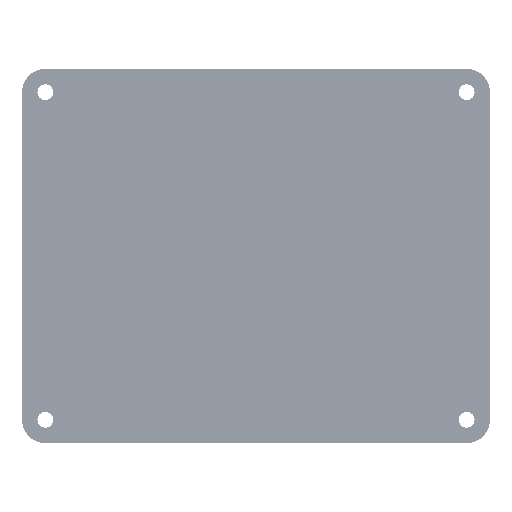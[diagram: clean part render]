
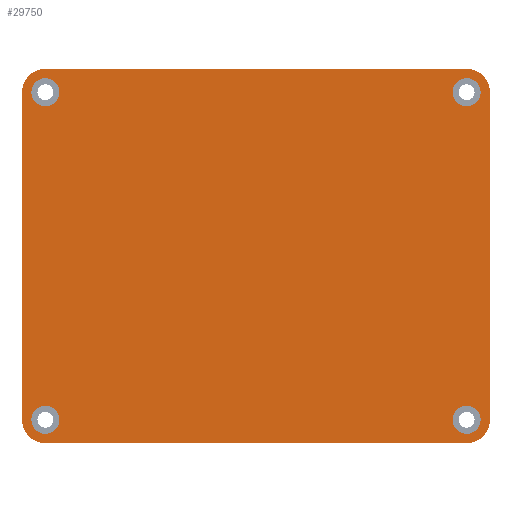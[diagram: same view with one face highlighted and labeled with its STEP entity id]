
A CAD part, front view. The second image highlights one B-rep face of the part: STEP entity #29750.
In plain terms, the highlighted planar face has unit normal (0, -1, 0).
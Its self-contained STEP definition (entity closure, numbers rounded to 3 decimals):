
#1235=FACE_BOUND('',#3952,.T.);
#1236=FACE_BOUND('',#3953,.T.);
#1237=FACE_BOUND('',#3954,.T.);
#1238=FACE_BOUND('',#3955,.T.);
#1479=PLANE('',#31776);
#2070=FACE_OUTER_BOUND('',#3951,.T.);
#3951=EDGE_LOOP('',(#19928,#19929,#19930,#19931,#19932,#19933,#19934,#19935));
#3952=EDGE_LOOP('',(#19936));
#3953=EDGE_LOOP('',(#19937));
#3954=EDGE_LOOP('',(#19938));
#3955=EDGE_LOOP('',(#19939));
#6042=LINE('',#45169,#8449);
#6060=LINE('',#45220,#8467);
#6062=LINE('',#45226,#8469);
#6064=LINE('',#45232,#8471);
#8449=VECTOR('',#35420,10.);
#8467=VECTOR('',#35460,10.);
#8469=VECTOR('',#35468,10.);
#8471=VECTOR('',#35476,10.);
#10853=CIRCLE('',#31737,5.);
#10861=CIRCLE('',#31748,5.);
#10862=CIRCLE('',#31751,5.);
#10863=CIRCLE('',#31754,5.);
#10865=CIRCLE('',#31764,3.);
#10867=CIRCLE('',#31767,3.);
#10869=CIRCLE('',#31770,3.);
#10871=CIRCLE('',#31773,3.);
#12572=VERTEX_POINT('',#45159);
#12573=VERTEX_POINT('',#45161);
#12575=VERTEX_POINT('',#45167);
#12593=VERTEX_POINT('',#45207);
#12594=VERTEX_POINT('',#45209);
#12597=VERTEX_POINT('',#45218);
#12598=VERTEX_POINT('',#45222);
#12599=VERTEX_POINT('',#45228);
#12607=VERTEX_POINT('',#45260);
#12609=VERTEX_POINT('',#45266);
#12611=VERTEX_POINT('',#45272);
#12613=VERTEX_POINT('',#45278);
#15282=EDGE_CURVE('',#12572,#12573,#10853,.T.);
#15286=EDGE_CURVE('',#12572,#12575,#6042,.T.);
#15306=EDGE_CURVE('',#12593,#12594,#10861,.T.);
#15312=EDGE_CURVE('',#12593,#12597,#6060,.T.);
#15314=EDGE_CURVE('',#12598,#12597,#10862,.T.);
#15315=EDGE_CURVE('',#12598,#12573,#6062,.T.);
#15317=EDGE_CURVE('',#12599,#12575,#10863,.T.);
#15318=EDGE_CURVE('',#12599,#12594,#6064,.T.);
#15333=EDGE_CURVE('',#12607,#12607,#10865,.T.);
#15336=EDGE_CURVE('',#12609,#12609,#10867,.T.);
#15339=EDGE_CURVE('',#12611,#12611,#10869,.T.);
#15342=EDGE_CURVE('',#12613,#12613,#10871,.T.);
#19928=ORIENTED_EDGE('',*,*,#15282,.F.);
#19929=ORIENTED_EDGE('',*,*,#15286,.T.);
#19930=ORIENTED_EDGE('',*,*,#15317,.F.);
#19931=ORIENTED_EDGE('',*,*,#15318,.T.);
#19932=ORIENTED_EDGE('',*,*,#15306,.F.);
#19933=ORIENTED_EDGE('',*,*,#15312,.T.);
#19934=ORIENTED_EDGE('',*,*,#15314,.F.);
#19935=ORIENTED_EDGE('',*,*,#15315,.T.);
#19936=ORIENTED_EDGE('',*,*,#15336,.F.);
#19937=ORIENTED_EDGE('',*,*,#15339,.F.);
#19938=ORIENTED_EDGE('',*,*,#15333,.F.);
#19939=ORIENTED_EDGE('',*,*,#15342,.F.);
#29750=ADVANCED_FACE('',(#2070,#1235,#1236,#1237,#1238),#1479,.F.);
#31737=AXIS2_PLACEMENT_3D('',#45162,#35413,#35414);
#31748=AXIS2_PLACEMENT_3D('',#45210,#35451,#35452);
#31751=AXIS2_PLACEMENT_3D('',#45224,#35464,#35465);
#31754=AXIS2_PLACEMENT_3D('',#45230,#35472,#35473);
#31764=AXIS2_PLACEMENT_3D('',#45262,#35506,#35507);
#31767=AXIS2_PLACEMENT_3D('',#45268,#35513,#35514);
#31770=AXIS2_PLACEMENT_3D('',#45274,#35520,#35521);
#31773=AXIS2_PLACEMENT_3D('',#45280,#35527,#35528);
#31776=AXIS2_PLACEMENT_3D('',#45284,#35534,#35535);
#35413=DIRECTION('center_axis',(0.,1.,0.));
#35414=DIRECTION('ref_axis',(0.707,0.,0.707));
#35420=DIRECTION('',(-1.,0.,0.));
#35451=DIRECTION('center_axis',(0.,1.,0.));
#35452=DIRECTION('ref_axis',(-0.707,0.,-0.707));
#35460=DIRECTION('',(1.,0.,0.));
#35464=DIRECTION('center_axis',(0.,1.,0.));
#35465=DIRECTION('ref_axis',(0.707,0.,-0.707));
#35468=DIRECTION('',(0.,0.,1.));
#35472=DIRECTION('center_axis',(0.,1.,0.));
#35473=DIRECTION('ref_axis',(-0.707,0.,0.707));
#35476=DIRECTION('',(0.,0.,-1.));
#35506=DIRECTION('center_axis',(0.,-1.,0.));
#35507=DIRECTION('ref_axis',(1.,0.,0.));
#35513=DIRECTION('center_axis',(0.,-1.,0.));
#35514=DIRECTION('ref_axis',(1.,0.,0.));
#35520=DIRECTION('center_axis',(0.,-1.,0.));
#35521=DIRECTION('ref_axis',(1.,0.,0.));
#35527=DIRECTION('center_axis',(0.,-1.,0.));
#35528=DIRECTION('ref_axis',(1.,0.,0.));
#35534=DIRECTION('center_axis',(0.,1.,0.));
#35535=DIRECTION('ref_axis',(1.,0.,0.));
#45159=CARTESIAN_POINT('',(74.5,0.,64.5));
#45161=CARTESIAN_POINT('',(79.5,0.,59.5));
#45162=CARTESIAN_POINT('Origin',(74.5,0.,59.5));
#45167=CARTESIAN_POINT('',(-15.5,0.,64.5));
#45169=CARTESIAN_POINT('',(79.5,0.,64.5));
#45207=CARTESIAN_POINT('',(-15.5,0.,-15.5));
#45209=CARTESIAN_POINT('',(-20.5,0.,-10.5));
#45210=CARTESIAN_POINT('Origin',(-15.5,0.,-10.5));
#45218=CARTESIAN_POINT('',(74.5,0.,-15.5));
#45220=CARTESIAN_POINT('',(-20.5,0.,-15.5));
#45222=CARTESIAN_POINT('',(79.5,0.,-10.5));
#45224=CARTESIAN_POINT('Origin',(74.5,0.,-10.5));
#45226=CARTESIAN_POINT('',(79.5,0.,-15.5));
#45228=CARTESIAN_POINT('',(-20.5,0.,59.5));
#45230=CARTESIAN_POINT('Origin',(-15.5,0.,59.5));
#45232=CARTESIAN_POINT('',(-20.5,0.,64.5));
#45260=CARTESIAN_POINT('',(-18.5,0.,-10.5));
#45262=CARTESIAN_POINT('Origin',(-15.5,0.,-10.5));
#45266=CARTESIAN_POINT('',(71.5,0.,-10.5));
#45268=CARTESIAN_POINT('Origin',(74.5,0.,-10.5));
#45272=CARTESIAN_POINT('',(71.5,0.,59.5));
#45274=CARTESIAN_POINT('Origin',(74.5,0.,59.5));
#45278=CARTESIAN_POINT('',(-18.5,0.,59.5));
#45280=CARTESIAN_POINT('Origin',(-15.5,0.,59.5));
#45284=CARTESIAN_POINT('Origin',(29.5,0.,24.5));
